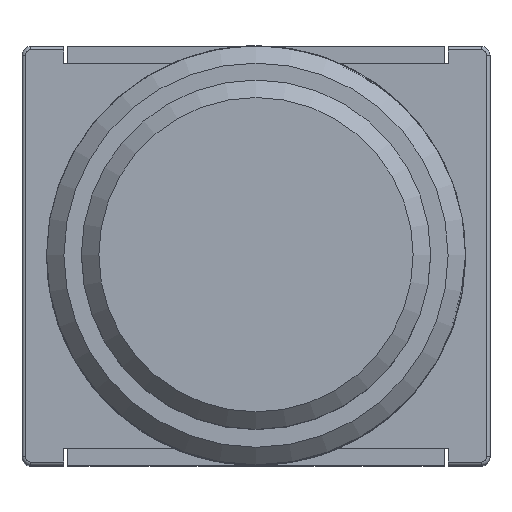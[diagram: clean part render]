
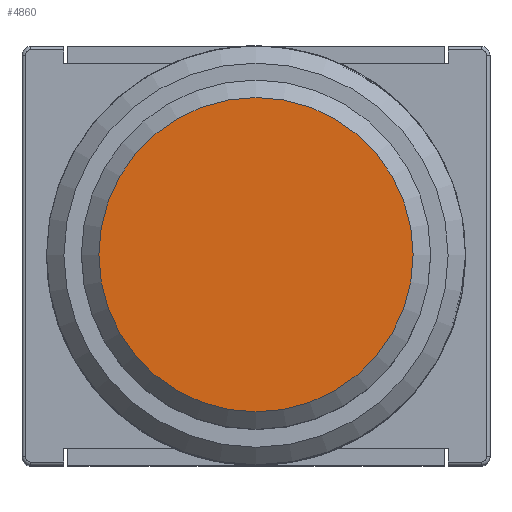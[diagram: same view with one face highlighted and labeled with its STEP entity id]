
A CAD part, top view. The second image highlights one B-rep face of the part: STEP entity #4860.
In plain terms, the highlighted planar face has unit normal (0, 0, 1).
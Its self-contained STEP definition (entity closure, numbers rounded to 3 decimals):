
#186=CIRCLE('',#5154,4.5);
#1146=ORIENTED_EDGE('',*,*,#1686,.T.);
#1686=EDGE_CURVE('',#2026,#2026,#186,.F.);
#2026=VERTEX_POINT('',#10292);
#2980=EDGE_LOOP('',(#1146));
#3192=FACE_BOUND('',#2980,.T.);
#3345=PLANE('',#5153);
#4860=ADVANCED_FACE('',(#3192),#3345,.F.);
#5153=AXIS2_PLACEMENT_3D('',#10290,#6107,#6108);
#5154=AXIS2_PLACEMENT_3D('',#10291,#6109,#6110);
#6107=DIRECTION('',(0.,0.,-1.));
#6108=DIRECTION('',(-1.,0.,0.));
#6109=DIRECTION('',(0.,0.,-1.));
#6110=DIRECTION('',(-1.,0.,0.));
#10290=CARTESIAN_POINT('',(0.,0.,27.));
#10291=CARTESIAN_POINT('',(0.,0.,27.));
#10292=CARTESIAN_POINT('',(-4.5,0.,27.));
